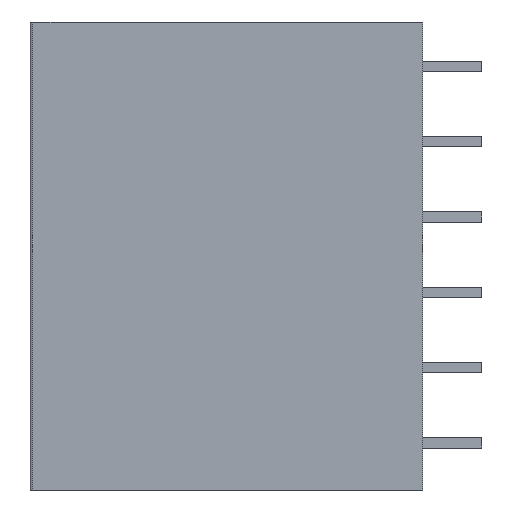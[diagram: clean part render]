
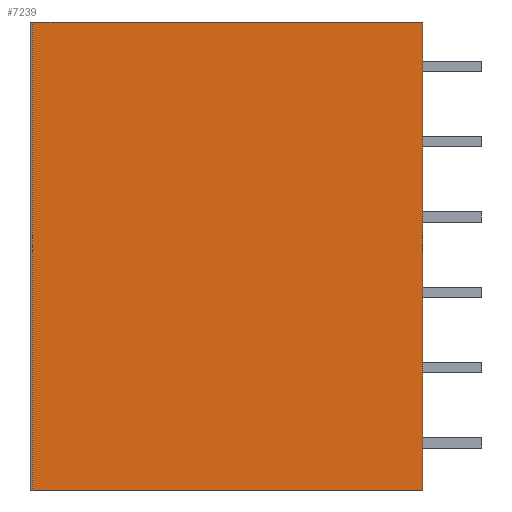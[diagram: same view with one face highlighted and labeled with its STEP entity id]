
A CAD part, left-side view. The second image highlights one B-rep face of the part: STEP entity #7239.
In plain terms, the highlighted planar face has unit normal (-1, 0, 0).
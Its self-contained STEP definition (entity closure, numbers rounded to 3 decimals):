
#747=ORIENTED_EDGE('',*,*,#2117,.T.);
#748=ORIENTED_EDGE('',*,*,#2119,.T.);
#749=ORIENTED_EDGE('',*,*,#2120,.F.);
#750=ORIENTED_EDGE('',*,*,#2121,.F.);
#2117=EDGE_CURVE('',#2764,#2763,#3326,.T.);
#2119=EDGE_CURVE('',#2763,#2765,#3327,.T.);
#2120=EDGE_CURVE('',#2766,#2765,#3328,.T.);
#2121=EDGE_CURVE('',#2764,#2766,#3329,.T.);
#2763=VERTEX_POINT('',#10077);
#2764=VERTEX_POINT('',#10079);
#2765=VERTEX_POINT('',#10083);
#2766=VERTEX_POINT('',#10085);
#3326=LINE('',#10078,#4018);
#3327=LINE('',#10082,#4019);
#3328=LINE('',#10084,#4020);
#3329=LINE('',#10086,#4021);
#4018=VECTOR('',#8364,1000.);
#4019=VECTOR('',#8369,1000.);
#4020=VECTOR('',#8370,1000.);
#4021=VECTOR('',#8371,1000.);
#4430=EDGE_LOOP('',(#747,#748,#749,#750));
#4722=FACE_BOUND('',#4430,.T.);
#5001=PLANE('',#7550);
#7239=ADVANCED_FACE('',(#4722),#5001,.F.);
#7550=AXIS2_PLACEMENT_3D('',#10081,#8367,#8368);
#8364=DIRECTION('',(0.,0.,-1.));
#8367=DIRECTION('',(1.,0.,0.));
#8368=DIRECTION('',(0.,0.,-1.));
#8369=DIRECTION('',(0.,-1.,0.));
#8370=DIRECTION('',(0.,0.,-1.));
#8371=DIRECTION('',(0.,-1.,0.));
#10077=CARTESIAN_POINT('',(-1.66,26.3,-1.1));
#10078=CARTESIAN_POINT('',(-1.66,26.3,30.48));
#10079=CARTESIAN_POINT('',(-1.66,26.3,30.48));
#10081=CARTESIAN_POINT('',(-1.66,26.3,30.48));
#10082=CARTESIAN_POINT('',(-1.66,26.3,-1.1));
#10083=CARTESIAN_POINT('',(-1.66,0.,-1.1));
#10084=CARTESIAN_POINT('',(-1.66,0.,30.48));
#10085=CARTESIAN_POINT('',(-1.66,0.,30.48));
#10086=CARTESIAN_POINT('',(-1.66,26.3,30.48));
